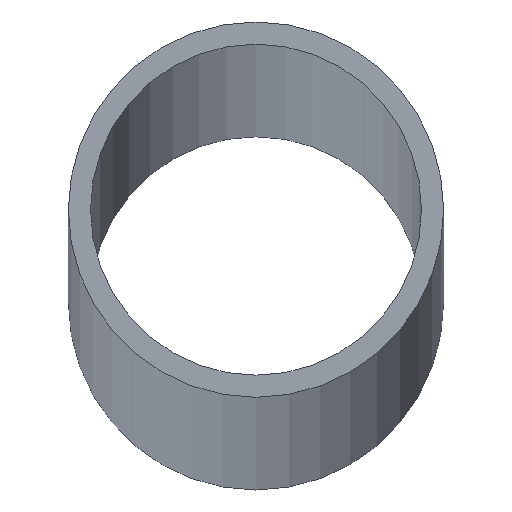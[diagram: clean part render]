
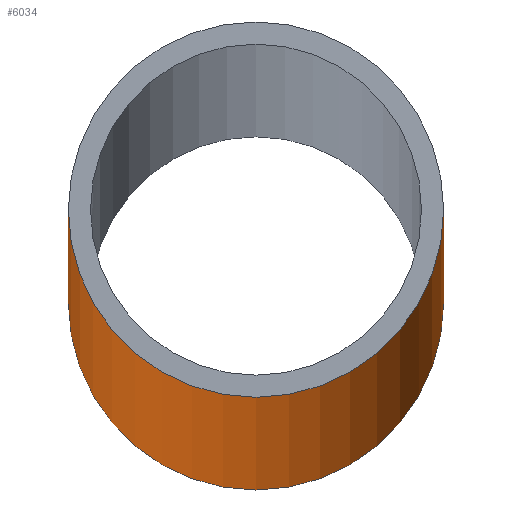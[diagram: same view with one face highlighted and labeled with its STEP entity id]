
A CAD part, top view. The second image highlights one B-rep face of the part: STEP entity #6034.
In plain terms, the highlighted cylindrical face has radius 21.2 mm (diameter 42.4 mm), a full revolution.
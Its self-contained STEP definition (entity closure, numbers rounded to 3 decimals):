
#1257 = DIRECTION ( 'NONE',  ( 0., 0., 1. ) ) ;
#3758 = FACE_OUTER_BOUND ( 'NONE', #4822, .T. ) ;
#3781 = DIRECTION ( 'NONE',  ( 1., 0., 0. ) ) ;
#4822 = EDGE_LOOP ( 'NONE', ( #11758 ) ) ;
#5774 = DIRECTION ( 'NONE',  ( -1., 0., 0. ) ) ;
#6034 = ADVANCED_FACE ( 'NONE', ( #3758, #8335 ), #11837, .T. ) ;
#6179 = EDGE_LOOP ( 'NONE', ( #8792 ) ) ;
#6655 = AXIS2_PLACEMENT_3D ( 'NONE', #12013, #12060, #5774 ) ;
#6800 = CIRCLE ( 'NONE', #12699, 21.2 ) ;
#6939 = CARTESIAN_POINT ( 'NONE',  ( 21.2, 0., 3000. ) ) ;
#8121 = VERTEX_POINT ( 'NONE', #6939 ) ;
#8130 = DIRECTION ( 'NONE',  ( 0., 0., 1. ) ) ;
#8335 = FACE_OUTER_BOUND ( 'NONE', #6179, .T. ) ;
#8792 = ORIENTED_EDGE ( 'NONE', *, *, #10924, .T. ) ;
#8871 = DIRECTION ( 'NONE',  ( 1., 0., 0. ) ) ;
#9159 = CARTESIAN_POINT ( 'NONE',  ( 0., 0., 3000. ) ) ;
#9309 = EDGE_CURVE ( 'NONE', #8121, #8121, #13043, .T. ) ;
#9751 = CARTESIAN_POINT ( 'NONE',  ( 0., 0., -3000. ) ) ;
#10924 = EDGE_CURVE ( 'NONE', #10969, #10969, #6800, .T. ) ;
#10969 = VERTEX_POINT ( 'NONE', #13142 ) ;
#11758 = ORIENTED_EDGE ( 'NONE', *, *, #9309, .F. ) ;
#11837 = CYLINDRICAL_SURFACE ( 'NONE', #6655, 21.2 ) ;
#12013 = CARTESIAN_POINT ( 'NONE',  ( 0., 0., 3000. ) ) ;
#12060 = DIRECTION ( 'NONE',  ( 0., 0., -1. ) ) ;
#12699 = AXIS2_PLACEMENT_3D ( 'NONE', #9751, #1257, #8871 ) ;
#13043 = CIRCLE ( 'NONE', #13951, 21.2 ) ;
#13142 = CARTESIAN_POINT ( 'NONE',  ( 21.2, 0., -3000. ) ) ;
#13951 = AXIS2_PLACEMENT_3D ( 'NONE', #9159, #8130, #3781 ) ;
